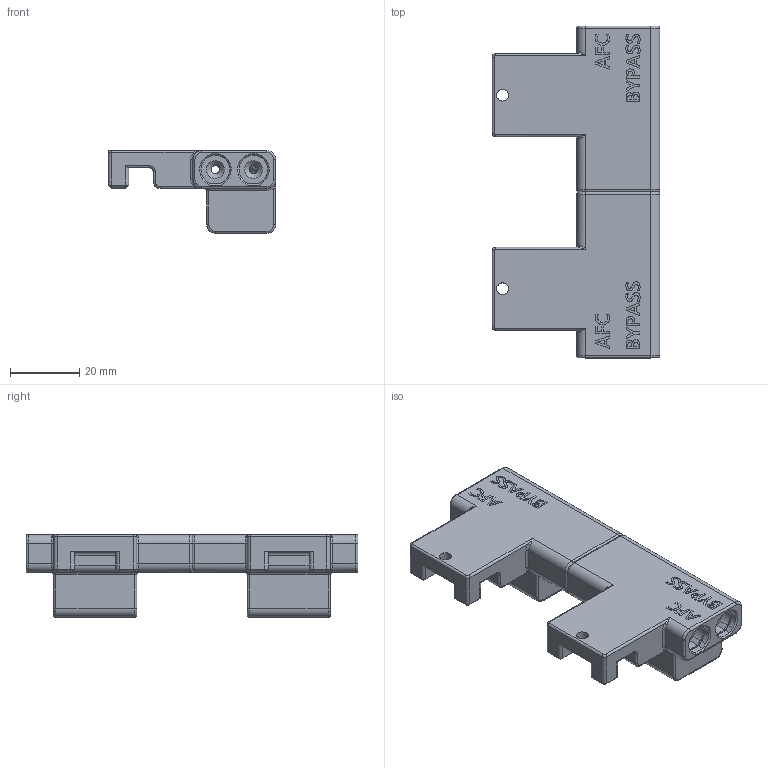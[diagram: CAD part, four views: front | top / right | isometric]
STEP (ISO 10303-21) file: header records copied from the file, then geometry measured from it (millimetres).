
FILE_DESCRIPTION(/* description */ ('','CAx-IF Rec.Pracs.---Representation and Presentation of Product Manufacturing Information (PMI)---4.0---2014-10-13'),/* implementation_level */ '2;1');
FILE_NAME(/* name */ 'AFC_Bypass_VORON.step',/* time_stamp */ '2025-01-18T15:23:23-06:00',/* author */ (''),/* organization */ (''),/* preprocessor_version */ 'ST-DEVELOPER v20',/* originating_system */ 'Autodesk Translation Framework v13.20.0.188',/* authorisation */ '');
FILE_SCHEMA (('AP242_MANAGED_MODEL_BASED_3D_ENGINEERING_MIM_LF { 1 0 10303 442 1 1 4 }'));
Products named in the file (8): AFC_Bypass_VORON; AFC_Bypass_Voron_L; AFC_Bypass_Voron_R ; EsoFilamentSensorCutter5.5; Pivot; FilamentSensor; 5.5mmBall (1); Omron-D2F (1)
Assembly tree (7 placements, depth 5):
  AFC_Bypass_VORON
    AFC_Bypass_Voron_L
    AFC_Bypass_Voron_R 
      EsoFilamentSensorCutter5.5
        Pivot
        FilamentSensor
          5.5mmBall (1)
          Omron-D2F (1)
Bounding box: 48.5 x 96 x 24 mm (x, y, z)
Volume: 42168.3 mm3; surface area: 17694 mm2
Topology: 23 solids, 23 shells, 1412 faces, 3726 edges, 2384 vertices
Faces by surface type: plane 641, bspline 494, cylinder 176, torus 48, cone 42, sphere 11
Full cylindrical faces by diameter (mm): 1.8 x8, 2 x1, 2.35 x2, 3.4 x2, 4.2 x2
Entity records: 50433 total; most frequent: CARTESIAN_POINT 18596, ORIENTED_EDGE 7388, DIRECTION 4961, EDGE_CURVE 3694, VERTEX_POINT 2384, LINE 2165, VECTOR 2165, EDGE_LOOP 1532
